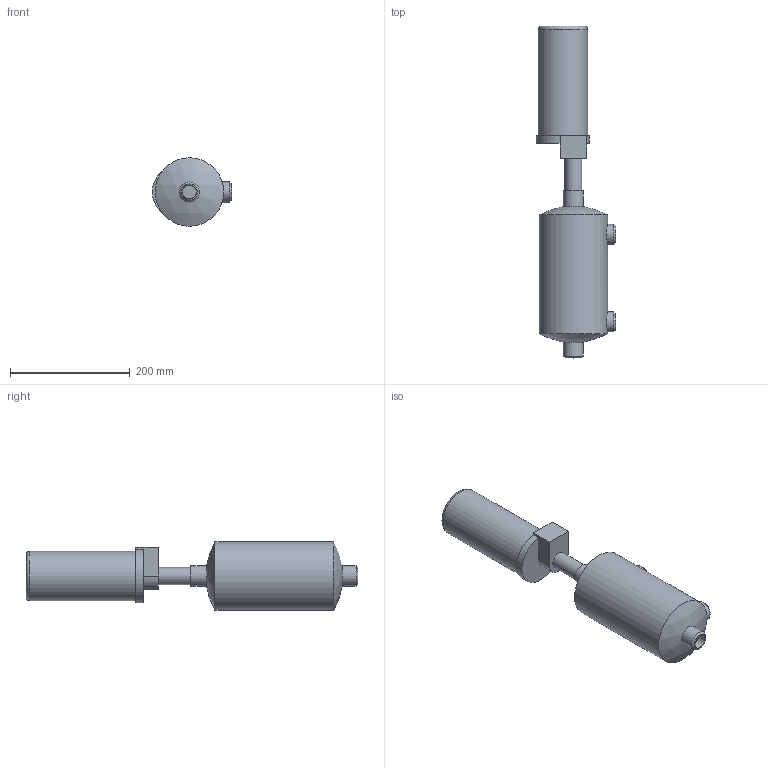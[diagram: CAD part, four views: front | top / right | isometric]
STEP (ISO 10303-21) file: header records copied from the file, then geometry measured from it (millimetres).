
FILE_DESCRIPTION((''),'2;1');
FILE_NAME('HLLS.stp','2011-07-28T09:46:53',('karrendondo'),(''),'Autodesk Inventor 2011','Autodesk Inventor 2011','');
FILE_SCHEMA(('AUTOMOTIVE_DESIGN { 1 0 10303 214 1 1 1 1 }'));
Length unit declared in the file: inch
Products named in the file (1): HLLS
Bounding box: 132.43 x 553.97 x 114.3 mm (x, y, z)
Volume: 3399284.6 mm3; surface area: 179199.3 mm2
Topology: 1 solids, 1 shells, 38 faces, 77 edges, 52 vertices
Faces by surface type: plane 17, cylinder 12, cone 6, sphere 2, torus 1
Full cylindrical faces by diameter (mm): 22.631 x3, 28.575 x1, 33.401 x4, 82.55 x1, 114.3 x1
Entity records: 978 total; most frequent: CARTESIAN_POINT 259, DIRECTION 156, ORIENTED_EDGE 96, AXIS2_PLACEMENT_3D 71, EDGE_LOOP 68, EDGE_CURVE 48, VERTEX_POINT 42, FACE_OUTER_BOUND 38
